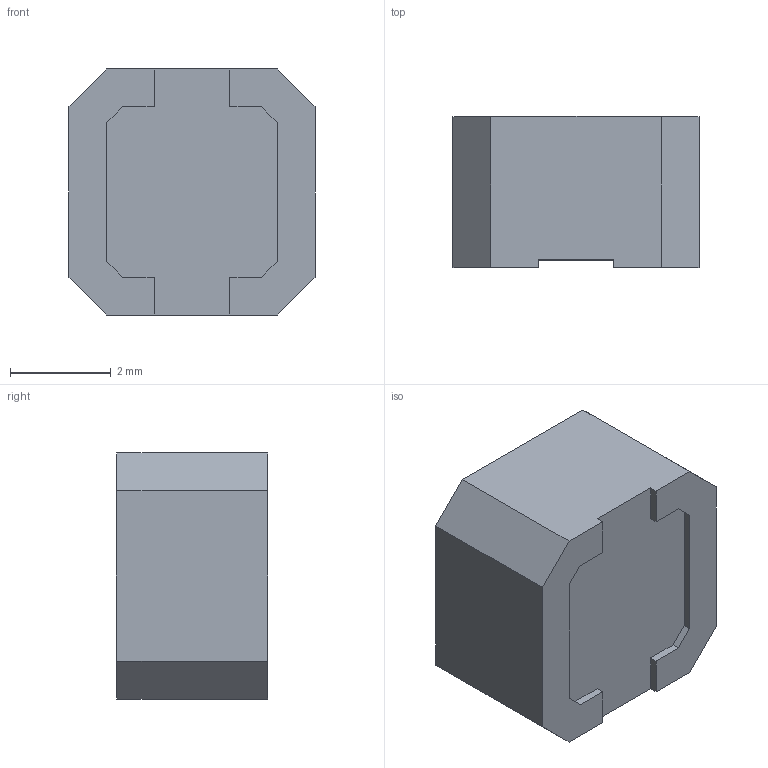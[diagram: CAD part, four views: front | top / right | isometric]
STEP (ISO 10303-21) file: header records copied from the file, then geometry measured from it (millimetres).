
FILE_DESCRIPTION (( 'STEP AP214' ), '1' );
FILE_NAME ('LPS5030-473MRC.STEP', '2024-08-12T10:24:13', ( '' ), ( '' ), 'SwSTEP 2.0', 'SolidWorks 2016', '' );
FILE_SCHEMA (( 'AUTOMOTIVE_DESIGN' ));
Length unit declared in the file: millimetre
Products named in the file (1): LPS5030-473MRC
Bounding box: 4.88 x 3 x 4.88 mm (x, y, z)
Volume: 66 mm3; surface area: 100.2 mm2
Topology: 1 solids, 1 shells, 69 faces, 187 edges, 126 vertices
Faces by surface type: plane 62, bspline 7
Entity records: 3038 total; most frequent: CARTESIAN_POINT 698, ORIENTED_EDGE 374, DIRECTION 266, EDGE_CURVE 187, LINE 140, VECTOR 140, VERTEX_POINT 126, EDGE_LOOP 75
